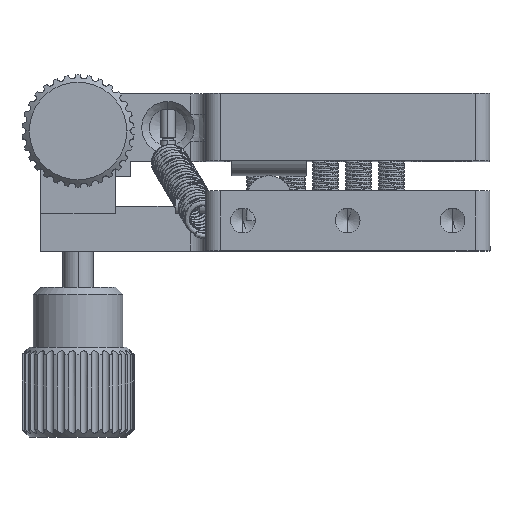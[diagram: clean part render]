
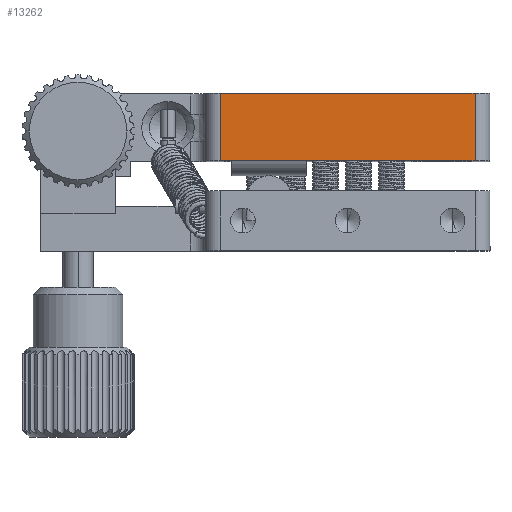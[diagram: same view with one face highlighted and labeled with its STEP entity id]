
A CAD part, top view. The second image highlights one B-rep face of the part: STEP entity #13262.
In plain terms, the highlighted planar face has unit normal (0, 0, 1).
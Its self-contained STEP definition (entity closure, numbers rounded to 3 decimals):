
#195 = EDGE_CURVE ( 'NONE', #10795, #10016, #15033, .T. ) ;
#1123 = CARTESIAN_POINT ( 'NONE',  ( 82.37, -14., 399.088 ) ) ;
#4053 = DIRECTION ( 'NONE',  ( 0., -1., 0. ) ) ;
#5135 = EDGE_CURVE ( 'NONE', #15794, #6144, #22005, .T. ) ;
#5380 = DIRECTION ( 'NONE',  ( -1., 0., 0. ) ) ;
#5597 = AXIS2_PLACEMENT_3D ( 'NONE', #11330, #11435, #4053 ) ;
#5724 = CARTESIAN_POINT ( 'NONE',  ( 48.37, -14., 399.088 ) ) ;
#5936 = LINE ( 'NONE', #14355, #6335 ) ;
#6144 = VERTEX_POINT ( 'NONE', #5724 ) ;
#6335 = VECTOR ( 'NONE', #19452, 1000. ) ;
#7576 = ORIENTED_EDGE ( 'NONE', *, *, #19349, .F. ) ;
#8399 = VECTOR ( 'NONE', #21415, 1000. ) ;
#8489 = EDGE_CURVE ( 'NONE', #10795, #15794, #5936, .T. ) ;
#10016 = VERTEX_POINT ( 'NONE', #17178 ) ;
#10795 = VERTEX_POINT ( 'NONE', #27174 ) ;
#11330 = CARTESIAN_POINT ( 'NONE',  ( 46.37, -5., 399.088 ) ) ;
#11435 = DIRECTION ( 'NONE',  ( 0., 0., -1. ) ) ;
#11982 = LINE ( 'NONE', #18803, #22457 ) ;
#12747 = CARTESIAN_POINT ( 'NONE',  ( 46.37, -14., 399.088 ) ) ;
#13262 = ADVANCED_FACE ( 'NONE', ( #24870 ), #13722, .F. ) ;
#13722 = PLANE ( 'NONE',  #5597 ) ;
#14355 = CARTESIAN_POINT ( 'NONE',  ( 82.37, -5., 399.088 ) ) ;
#15033 = LINE ( 'NONE', #16881, #8399 ) ;
#15794 = VERTEX_POINT ( 'NONE', #1123 ) ;
#16100 = ORIENTED_EDGE ( 'NONE', *, *, #5135, .F. ) ;
#16881 = CARTESIAN_POINT ( 'NONE',  ( 46.37, -5., 399.088 ) ) ;
#17178 = CARTESIAN_POINT ( 'NONE',  ( 48.37, -5., 399.088 ) ) ;
#17477 = ORIENTED_EDGE ( 'NONE', *, *, #8489, .F. ) ;
#18803 = CARTESIAN_POINT ( 'NONE',  ( 48.37, -5., 399.088 ) ) ;
#19349 = EDGE_CURVE ( 'NONE', #6144, #10016, #11982, .T. ) ;
#19452 = DIRECTION ( 'NONE',  ( 0., -1., 0. ) ) ;
#21415 = DIRECTION ( 'NONE',  ( -1., 0., 0. ) ) ;
#22005 = LINE ( 'NONE', #12747, #23162 ) ;
#22457 = VECTOR ( 'NONE', #28781, 1000. ) ;
#23162 = VECTOR ( 'NONE', #5380, 1000. ) ;
#24870 = FACE_OUTER_BOUND ( 'NONE', #29391, .T. ) ;
#27174 = CARTESIAN_POINT ( 'NONE',  ( 82.37, -5., 399.088 ) ) ;
#28781 = DIRECTION ( 'NONE',  ( 0., 1., 0. ) ) ;
#29391 = EDGE_LOOP ( 'NONE', ( #16100, #17477, #31710, #7576 ) ) ;
#31710 = ORIENTED_EDGE ( 'NONE', *, *, #195, .T. ) ;
